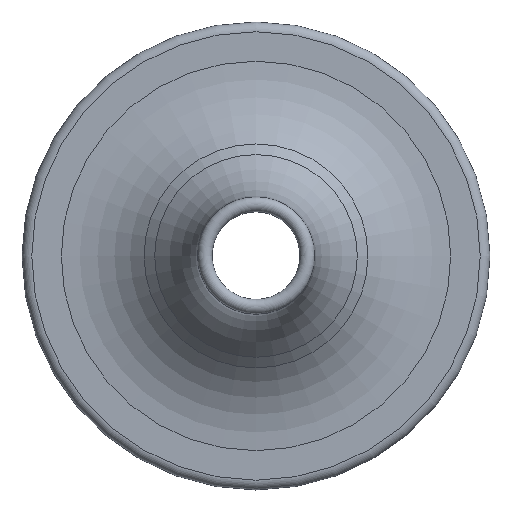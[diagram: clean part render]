
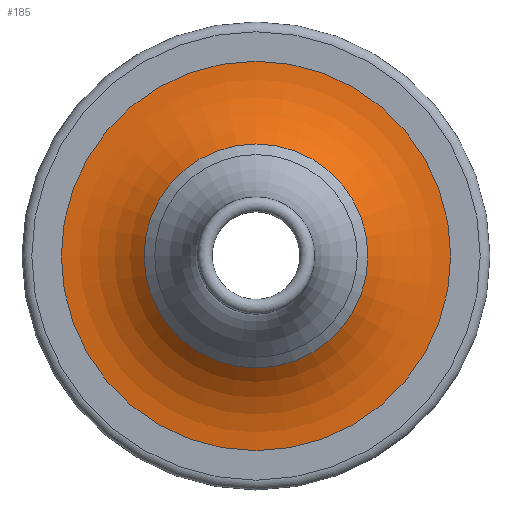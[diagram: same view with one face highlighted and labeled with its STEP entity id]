
A CAD part, top view. The second image highlights one B-rep face of the part: STEP entity #185.
In plain terms, the highlighted toroidal (fillet/blend) face has major radius 19.971 mm and minor radius 12 mm.
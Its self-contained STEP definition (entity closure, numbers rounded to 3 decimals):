
#39=FACE_OUTER_BOUND('',#51,.T.);
#51=EDGE_LOOP('',(#148,#149,#150,#151));
#71=CIRCLE('',#223,19.971);
#72=CIRCLE('',#224,12.);
#73=CIRCLE('',#225,11.485);
#90=VERTEX_POINT('',#342);
#91=VERTEX_POINT('',#344);
#111=EDGE_CURVE('',#90,#90,#71,.T.);
#112=EDGE_CURVE('',#90,#91,#72,.T.);
#113=EDGE_CURVE('',#91,#91,#73,.T.);
#148=ORIENTED_EDGE('',*,*,#111,.T.);
#149=ORIENTED_EDGE('',*,*,#112,.T.);
#150=ORIENTED_EDGE('',*,*,#113,.T.);
#151=ORIENTED_EDGE('',*,*,#112,.F.);
#177=TOROIDAL_SURFACE('',#222,19.971,12.);
#185=ADVANCED_FACE('',(#39),#177,.F.);
#222=AXIS2_PLACEMENT_3D('',#341,#276,#277);
#223=AXIS2_PLACEMENT_3D('',#343,#278,#279);
#224=AXIS2_PLACEMENT_3D('',#345,#280,#281);
#225=AXIS2_PLACEMENT_3D('',#346,#282,#283);
#276=DIRECTION('center_axis',(0.,0.,1.));
#277=DIRECTION('ref_axis',(1.,0.,0.));
#278=DIRECTION('center_axis',(0.,0.,1.));
#279=DIRECTION('ref_axis',(1.,0.,0.));
#280=DIRECTION('center_axis',(0.,-1.,0.));
#281=DIRECTION('ref_axis',(-1.,0.,0.));
#282=DIRECTION('center_axis',(0.,0.,-1.));
#283=DIRECTION('ref_axis',(1.,0.,0.));
#341=CARTESIAN_POINT('Origin',(0.,0.,12.));
#342=CARTESIAN_POINT('',(-19.971,0.,0.));
#343=CARTESIAN_POINT('Origin',(0.,0.,0.));
#344=CARTESIAN_POINT('',(-11.485,0.,3.515));
#345=CARTESIAN_POINT('Origin',(-19.971,0.,
12.));
#346=CARTESIAN_POINT('Origin',(0.,0.,3.515));
